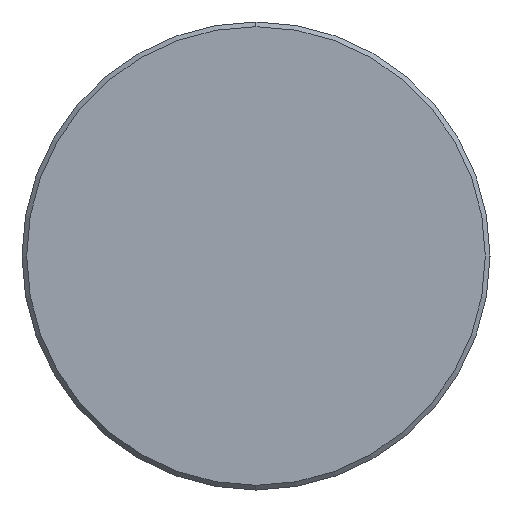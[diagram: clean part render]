
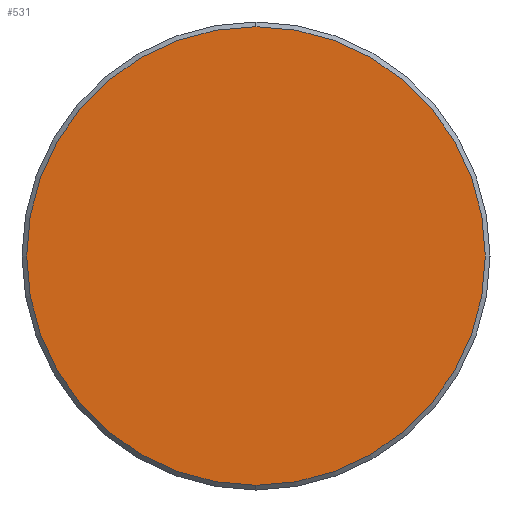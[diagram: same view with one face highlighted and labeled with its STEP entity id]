
A CAD part, left-side view. The second image highlights one B-rep face of the part: STEP entity #531.
In plain terms, the highlighted planar face has unit normal (-1, 0, 0).
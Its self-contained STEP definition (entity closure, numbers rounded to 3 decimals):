
#4 = CARTESIAN_POINT ( 'NONE',  ( 0., 0., -14.7 ) ) ;
#23 = CIRCLE ( 'NONE', #648, 14.7 ) ;
#30 = AXIS2_PLACEMENT_3D ( 'NONE', #415, #244, #88 ) ;
#71 = FACE_OUTER_BOUND ( 'NONE', #309, .T. ) ;
#82 = VERTEX_POINT ( 'NONE', #4 ) ;
#88 = DIRECTION ( 'NONE',  ( 0., 0., -1. ) ) ;
#130 = EDGE_CURVE ( 'NONE', #475, #82, #23, .T. ) ;
#132 = CARTESIAN_POINT ( 'NONE',  ( 0., 0., 0. ) ) ;
#244 = DIRECTION ( 'NONE',  ( 1., 0., 0. ) ) ;
#267 = CARTESIAN_POINT ( 'NONE',  ( 0., 0., 0. ) ) ;
#277 = DIRECTION ( 'NONE',  ( -1., 0., 0. ) ) ;
#281 = DIRECTION ( 'NONE',  ( 0., 0., 1. ) ) ;
#297 = EDGE_CURVE ( 'NONE', #82, #475, #592, .T. ) ;
#309 = EDGE_LOOP ( 'NONE', ( #318, #406 ) ) ;
#318 = ORIENTED_EDGE ( 'NONE', *, *, #297, .T. ) ;
#322 = DIRECTION ( 'NONE',  ( 0., 0., 1. ) ) ;
#406 = ORIENTED_EDGE ( 'NONE', *, *, #130, .T. ) ;
#415 = CARTESIAN_POINT ( 'NONE',  ( 0., 0., 0. ) ) ;
#429 = AXIS2_PLACEMENT_3D ( 'NONE', #132, #277, #281 ) ;
#475 = VERTEX_POINT ( 'NONE', #642 ) ;
#494 = DIRECTION ( 'NONE',  ( -1., 0., 0. ) ) ;
#531 = ADVANCED_FACE ( 'NONE', ( #71 ), #702, .F. ) ;
#592 = CIRCLE ( 'NONE', #429, 14.7 ) ;
#642 = CARTESIAN_POINT ( 'NONE',  ( 0., 0., 14.7 ) ) ;
#648 = AXIS2_PLACEMENT_3D ( 'NONE', #267, #494, #322 ) ;
#702 = PLANE ( 'NONE',  #30 ) ;
